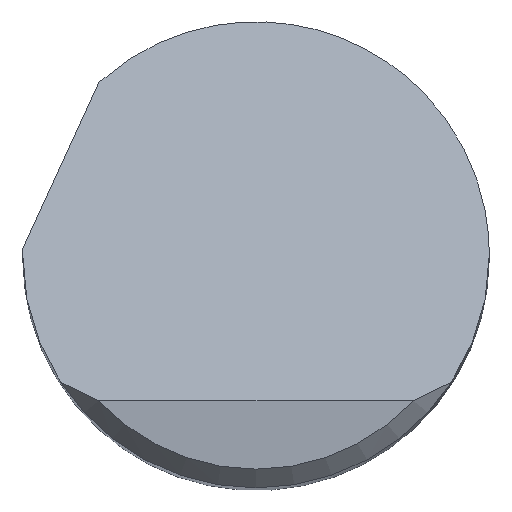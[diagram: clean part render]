
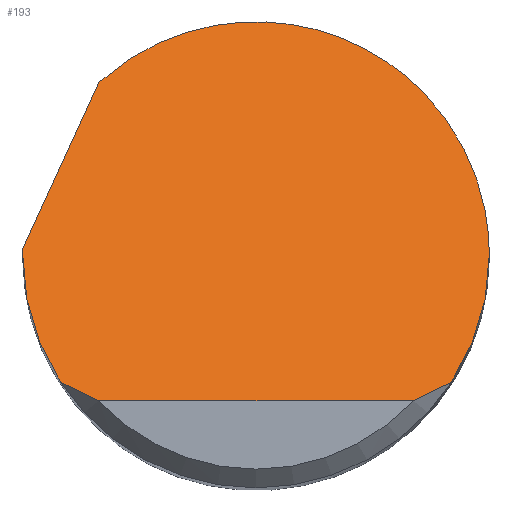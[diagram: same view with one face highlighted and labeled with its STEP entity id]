
A CAD part, top view. The second image highlights one B-rep face of the part: STEP entity #193.
In plain terms, the highlighted planar face has unit normal (0, 0.707, 0.707).
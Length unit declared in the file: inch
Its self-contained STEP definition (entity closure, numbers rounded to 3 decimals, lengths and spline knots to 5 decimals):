
#11 = EDGE_CURVE ( 'NONE', #199, #304, #655, .T. ) ;
#12 = VECTOR ( 'NONE', #766, 39.37008 ) ;
#29 = ORIENTED_EDGE ( 'NONE', *, *, #760, .T. ) ;
#30 = EDGE_CURVE ( 'NONE', #495, #136, #460, .T. ) ;
#38 = CARTESIAN_POINT ( 'NONE',  ( -0.12625, 0.13863, 1.74387 ) ) ;
#44 = CARTESIAN_POINT ( 'NONE',  ( -0.23821, -0.10589, 1.98839 ) ) ;
#60 = CARTESIAN_POINT ( 'NONE',  ( -0.1875, -0.1175, 2. ) ) ;
#64 = EDGE_CURVE ( 'NONE', #121, #488, #437, .T. ) ;
#90 = CARTESIAN_POINT ( 'NONE',  ( 0.12629, -0.1175, 2. ) ) ;
#111 = CARTESIAN_POINT ( 'NONE',  ( -0.18748, 0.00333, 1.87917 ) ) ;
#121 = VERTEX_POINT ( 'NONE', #297 ) ;
#125 = CARTESIAN_POINT ( 'NONE',  ( -0.1369, -0.11288, 1.99538 ) ) ;
#134 = ORIENTED_EDGE ( 'NONE', *, *, #686, .F. ) ;
#136 = VERTEX_POINT ( 'NONE', #666 ) ;
#142 = CARTESIAN_POINT ( 'NONE',  ( 0.1875, 0.18969, 1.69281 ) ) ;
#152 = CARTESIAN_POINT ( 'NONE',  ( 0.17704, -0.0718, 1.9543 ) ) ;
#159 =( BOUNDED_CURVE ( )  B_SPLINE_CURVE ( 3, ( #338, #629, #152, #500 ),
 .UNSPECIFIED., .F., .F. ) 
 B_SPLINE_CURVE_WITH_KNOTS ( ( 4, 4 ),
 ( 1.5708, 2.14917 ),
 .UNSPECIFIED. ) 
 CURVE ( )  GEOMETRIC_REPRESENTATION_ITEM ( )  RATIONAL_B_SPLINE_CURVE ( ( 1., 0.972, 0.972, 1. ) ) 
 REPRESENTATION_ITEM ( '' )  );
#164 = CARTESIAN_POINT ( 'NONE',  ( -0.1875, 0.00167, 1.88083 ) ) ;
#181 = DIRECTION ( 'NONE',  ( 0., 0.707, -0.707 ) ) ;
#183 = CARTESIAN_POINT ( 'NONE',  ( -0.18743, 0.005, 1.8775 ) ) ;
#186 = EDGE_CURVE ( 'NONE', #121, #495, #274, .T. ) ;
#193 = ADVANCED_FACE ( 'NONE', ( #492 ), #313, .F. ) ;
#199 = VERTEX_POINT ( 'NONE', #183 ) ;
#206 = ORIENTED_EDGE ( 'NONE', *, *, #435, .F. ) ;
#232 = CARTESIAN_POINT ( 'NONE',  ( -0.1875, 0., 1.8825 ) ) ;
#258 = EDGE_CURVE ( 'NONE', #441, #424, #159, .T. ) ;
#259 = CARTESIAN_POINT ( 'NONE',  ( 0.014, 0.26635, 1.61615 ) ) ;
#274 = B_SPLINE_CURVE_WITH_KNOTS ( 'NONE', 3,
 ( #487, #616, #125, #784 ),
 .UNSPECIFIED., .F., .F.,
 ( 4, 4 ),
 ( 0., 0.00095 ),
 .UNSPECIFIED. ) ;
#275 = EDGE_LOOP ( 'NONE', ( #670, #29, #370, #134, #508, #206, #681, #630 ) ) ;
#287 = CARTESIAN_POINT ( 'NONE',  ( -0.1875, 0., 1.8825 ) ) ;
#297 = CARTESIAN_POINT ( 'NONE',  ( -0.157, -0.1025, 1.985 ) ) ;
#304 = VERTEX_POINT ( 'NONE', #38 ) ;
#313 = PLANE ( 'NONE',  #356 ) ;
#317 = B_SPLINE_CURVE_WITH_KNOTS ( 'NONE', 3,
 ( #90, #536, #775, #579 ),
 .UNSPECIFIED., .F., .F.,
 ( 4, 4 ),
 ( 0., 0.00095 ),
 .UNSPECIFIED. ) ;
#328 = CARTESIAN_POINT ( 'NONE',  ( 0.1875, 0., 1.8825 ) ) ;
#335 = CARTESIAN_POINT ( 'NONE',  ( 0., -0.1175, 2. ) ) ;
#338 = CARTESIAN_POINT ( 'NONE',  ( 0.1875, 0., 1.8825 ) ) ;
#344 = CARTESIAN_POINT ( 'NONE',  ( -0.17704, -0.0718, 1.9543 ) ) ;
#350 = CARTESIAN_POINT ( 'NONE',  ( 0.157, -0.1025, 1.985 ) ) ;
#356 = AXIS2_PLACEMENT_3D ( 'NONE', #60, #724, #181 ) ;
#360 = CARTESIAN_POINT ( 'NONE',  ( -0.18743, 0.005, 1.8775 ) ) ;
#370 = ORIENTED_EDGE ( 'NONE', *, *, #258, .F. ) ;
#424 = VERTEX_POINT ( 'NONE', #350 ) ;
#435 = EDGE_CURVE ( 'NONE', #488, #199, #701, .T. ) ;
#437 =( BOUNDED_CURVE ( )  B_SPLINE_CURVE ( 3, ( #771, #344, #465, #761 ),
 .UNSPECIFIED., .F., .F. ) 
 B_SPLINE_CURVE_WITH_KNOTS ( ( 4, 4 ),
 ( 4.13401, 4.71239 ),
 .UNSPECIFIED. ) 
 CURVE ( )  GEOMETRIC_REPRESENTATION_ITEM ( )  RATIONAL_B_SPLINE_CURVE ( ( 1., 0.972, 0.972, 1. ) ) 
 REPRESENTATION_ITEM ( '' )  );
#441 = VERTEX_POINT ( 'NONE', #535 ) ;
#460 = LINE ( 'NONE', #335, #571 ) ;
#465 = CARTESIAN_POINT ( 'NONE',  ( -0.1875, -0.03666, 1.91916 ) ) ;
#487 = CARTESIAN_POINT ( 'NONE',  ( -0.157, -0.1025, 1.985 ) ) ;
#488 = VERTEX_POINT ( 'NONE', #287 ) ;
#492 = FACE_OUTER_BOUND ( 'NONE', #275, .T. ) ;
#495 = VERTEX_POINT ( 'NONE', #769 ) ;
#500 = CARTESIAN_POINT ( 'NONE',  ( 0.157, -0.1025, 1.985 ) ) ;
#508 = ORIENTED_EDGE ( 'NONE', *, *, #11, .F. ) ;
#535 = CARTESIAN_POINT ( 'NONE',  ( 0.1875, 0., 1.8825 ) ) ;
#536 = CARTESIAN_POINT ( 'NONE',  ( 0.1369, -0.11288, 1.99538 ) ) ;
#571 = VECTOR ( 'NONE', #659, 39.37008 ) ;
#579 = CARTESIAN_POINT ( 'NONE',  ( 0.157, -0.1025, 1.985 ) ) ;
#616 = CARTESIAN_POINT ( 'NONE',  ( -0.14711, -0.10785, 1.99035 ) ) ;
#620 = CARTESIAN_POINT ( 'NONE',  ( -0.12625, 0.13863, 1.74387 ) ) ;
#629 = CARTESIAN_POINT ( 'NONE',  ( 0.1875, -0.03666, 1.91916 ) ) ;
#630 = ORIENTED_EDGE ( 'NONE', *, *, #186, .T. ) ;
#655 = LINE ( 'NONE', #44, #12 ) ;
#659 = DIRECTION ( 'NONE',  ( 1., 0., 0. ) ) ;
#666 = CARTESIAN_POINT ( 'NONE',  ( 0.12629, -0.1175, 2. ) ) ;
#670 = ORIENTED_EDGE ( 'NONE', *, *, #30, .T. ) ;
#681 = ORIENTED_EDGE ( 'NONE', *, *, #64, .F. ) ;
#686 = EDGE_CURVE ( 'NONE', #304, #441, #783, .T. ) ;
#701 =( BOUNDED_CURVE ( )  B_SPLINE_CURVE ( 3, ( #232, #164, #111, #360 ),
 .UNSPECIFIED., .F., .F. ) 
 B_SPLINE_CURVE_WITH_KNOTS ( ( 4, 4 ),
 ( 4.71239, 4.73906 ),
 .UNSPECIFIED. ) 
 CURVE ( )  GEOMETRIC_REPRESENTATION_ITEM ( )  RATIONAL_B_SPLINE_CURVE ( ( 1., 1., 1., 1. ) ) 
 REPRESENTATION_ITEM ( '' )  );
#724 = DIRECTION ( 'NONE',  ( 0., -0.707, -0.707 ) ) ;
#760 = EDGE_CURVE ( 'NONE', #136, #424, #317, .T. ) ;
#761 = CARTESIAN_POINT ( 'NONE',  ( -0.1875, 0., 1.8825 ) ) ;
#766 = DIRECTION ( 'NONE',  ( 0.308, 0.673, -0.673 ) ) ;
#769 = CARTESIAN_POINT ( 'NONE',  ( -0.12629, -0.1175, 2. ) ) ;
#771 = CARTESIAN_POINT ( 'NONE',  ( -0.157, -0.1025, 1.985 ) ) ;
#775 = CARTESIAN_POINT ( 'NONE',  ( 0.14711, -0.10785, 1.99035 ) ) ;
#783 =( BOUNDED_CURVE ( )  B_SPLINE_CURVE ( 3, ( #620, #259, #142, #328 ),
 .UNSPECIFIED., .F., .F. ) 
 B_SPLINE_CURVE_WITH_KNOTS ( ( 4, 4 ),
 ( 5.54449, 7.85398 ),
 .UNSPECIFIED. ) 
 CURVE ( )  GEOMETRIC_REPRESENTATION_ITEM ( )  RATIONAL_B_SPLINE_CURVE ( ( 1., 0.603, 0.603, 1. ) ) 
 REPRESENTATION_ITEM ( '' )  );
#784 = CARTESIAN_POINT ( 'NONE',  ( -0.12629, -0.1175, 2. ) ) ;
